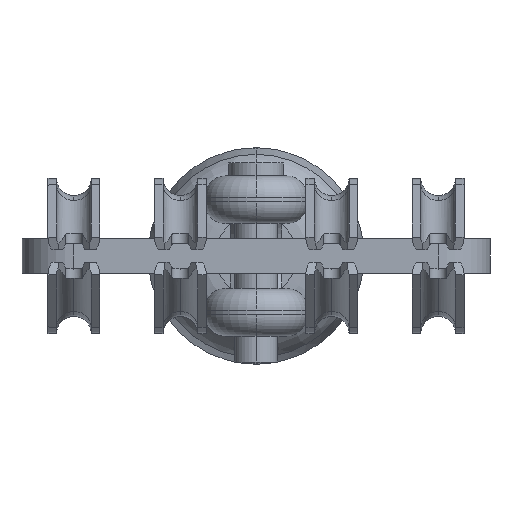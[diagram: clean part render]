
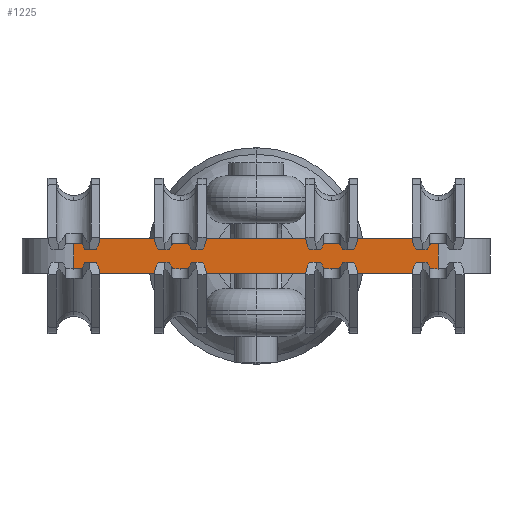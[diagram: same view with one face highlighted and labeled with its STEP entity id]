
A CAD part, front view. The second image highlights one B-rep face of the part: STEP entity #1225.
In plain terms, the highlighted planar face has unit normal (0, -1, 0).
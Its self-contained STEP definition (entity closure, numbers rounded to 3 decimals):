
#390 = DIRECTION ( 'NONE',  ( 0., 0., 1. ) ) ;
#400 = VECTOR ( 'NONE', #749, 1000. ) ;
#680 = VERTEX_POINT ( 'NONE', #4057 ) ;
#749 = DIRECTION ( 'NONE',  ( 1., 0., 0. ) ) ;
#998 = DIRECTION ( 'NONE',  ( 0., 0., -1. ) ) ;
#1134 = VECTOR ( 'NONE', #2394, 1000. ) ;
#1186 = CARTESIAN_POINT ( 'NONE',  ( 42.09, 0., 4. ) ) ;
#1225 = ADVANCED_FACE ( 'NONE', ( #1339 ), #2575, .F. ) ;
#1226 = LINE ( 'NONE', #1186, #2863 ) ;
#1339 = FACE_OUTER_BOUND ( 'NONE', #1470, .T. ) ;
#1470 = EDGE_LOOP ( 'NONE', ( #3354, #4455, #3240, #4122 ) ) ;
#1889 = CARTESIAN_POINT ( 'NONE',  ( -42.09, 0., -4. ) ) ;
#1932 = LINE ( 'NONE', #3794, #1134 ) ;
#2051 = EDGE_CURVE ( 'NONE', #3539, #2441, #2517, .T. ) ;
#2394 = DIRECTION ( 'NONE',  ( 1., 0., 0. ) ) ;
#2441 = VERTEX_POINT ( 'NONE', #4032 ) ;
#2480 = AXIS2_PLACEMENT_3D ( 'NONE', #3615, #3942, #390 ) ;
#2517 = LINE ( 'NONE', #3892, #400 ) ;
#2575 = PLANE ( 'NONE',  #2480 ) ;
#2731 = LINE ( 'NONE', #2779, #3060 ) ;
#2779 = CARTESIAN_POINT ( 'NONE',  ( -42.09, 0., 4. ) ) ;
#2863 = VECTOR ( 'NONE', #3957, 1000. ) ;
#3060 = VECTOR ( 'NONE', #998, 1000. ) ;
#3106 = EDGE_CURVE ( 'NONE', #2441, #680, #1226, .T. ) ;
#3240 = ORIENTED_EDGE ( 'NONE', *, *, #2051, .F. ) ;
#3354 = ORIENTED_EDGE ( 'NONE', *, *, #3654, .T. ) ;
#3538 = CARTESIAN_POINT ( 'NONE',  ( -42.09, 0., 4. ) ) ;
#3539 = VERTEX_POINT ( 'NONE', #3538 ) ;
#3615 = CARTESIAN_POINT ( 'NONE',  ( -42.09, 0., 4. ) ) ;
#3654 = EDGE_CURVE ( 'NONE', #4119, #680, #1932, .T. ) ;
#3794 = CARTESIAN_POINT ( 'NONE',  ( -42.09, 0., -4. ) ) ;
#3892 = CARTESIAN_POINT ( 'NONE',  ( -42.09, 0., 4. ) ) ;
#3942 = DIRECTION ( 'NONE',  ( 0., 1., 0. ) ) ;
#3957 = DIRECTION ( 'NONE',  ( 0., 0., -1. ) ) ;
#4032 = CARTESIAN_POINT ( 'NONE',  ( 42.09, 0., 4. ) ) ;
#4057 = CARTESIAN_POINT ( 'NONE',  ( 42.09, 0., -4. ) ) ;
#4119 = VERTEX_POINT ( 'NONE', #1889 ) ;
#4122 = ORIENTED_EDGE ( 'NONE', *, *, #4410, .T. ) ;
#4410 = EDGE_CURVE ( 'NONE', #3539, #4119, #2731, .T. ) ;
#4455 = ORIENTED_EDGE ( 'NONE', *, *, #3106, .F. ) ;
